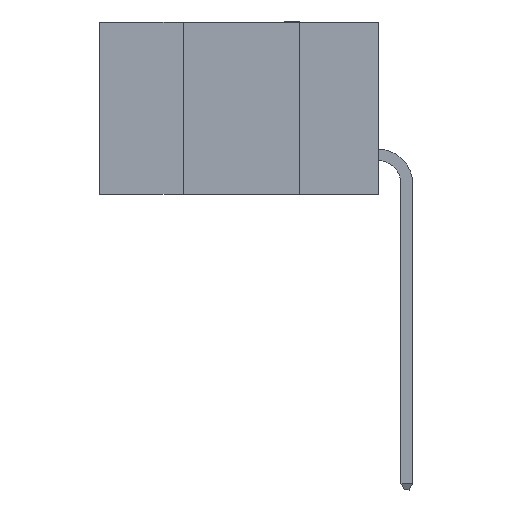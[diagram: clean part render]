
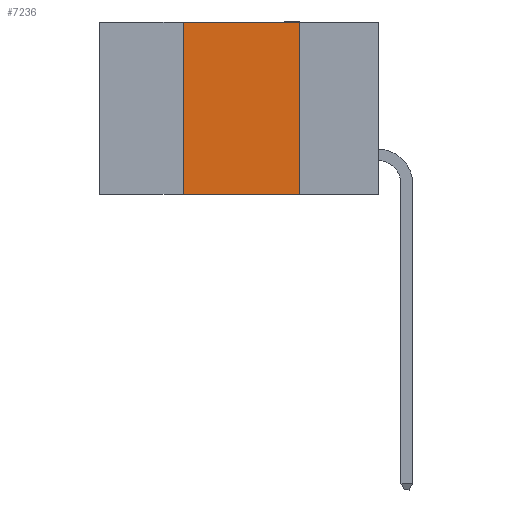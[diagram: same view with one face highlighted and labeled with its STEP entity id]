
A CAD part, left-side view. The second image highlights one B-rep face of the part: STEP entity #7236.
In plain terms, the highlighted planar face has unit normal (-1, 0, 0).
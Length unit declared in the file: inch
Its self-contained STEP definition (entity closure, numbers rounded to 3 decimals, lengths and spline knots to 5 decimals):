
#721 = ORIENTED_EDGE ( 'NONE', *, *, #6026, .F. ) ;
#1438 = LINE ( 'NONE', #14213, #14326 ) ;
#1571 = DIRECTION ( 'NONE',  ( 0., -1., 0. ) ) ;
#1989 = VECTOR ( 'NONE', #1571, 39.37008 ) ;
#2878 = LINE ( 'NONE', #7572, #6733 ) ;
#3297 = LINE ( 'NONE', #3918, #12859 ) ;
#3765 = CARTESIAN_POINT ( 'NONE',  ( 0., 0.6, 0. ) ) ;
#3918 = CARTESIAN_POINT ( 'NONE',  ( 0., 0.17, 0. ) ) ;
#3936 = DIRECTION ( 'NONE',  ( 1., 0., 0. ) ) ;
#4701 = VERTEX_POINT ( 'NONE', #14080 ) ;
#5602 = CARTESIAN_POINT ( 'NONE',  ( 0., 0.17, 0. ) ) ;
#5675 = ORIENTED_EDGE ( 'NONE', *, *, #9427, .F. ) ;
#5881 = LINE ( 'NONE', #11681, #1989 ) ;
#6026 = EDGE_CURVE ( 'NONE', #14663, #4701, #3297, .T. ) ;
#6211 = DIRECTION ( 'NONE',  ( 0., 0., -1. ) ) ;
#6733 = VECTOR ( 'NONE', #7626, 39.37008 ) ;
#6983 = EDGE_LOOP ( 'NONE', ( #721, #15660, #5675, #8252 ) ) ;
#7236 = ADVANCED_FACE ( 'NONE', ( #10787 ), #9290, .F. ) ;
#7572 = CARTESIAN_POINT ( 'NONE',  ( 0., 0.6, -0.37 ) ) ;
#7626 = DIRECTION ( 'NONE',  ( 0., -1., 0. ) ) ;
#8252 = ORIENTED_EDGE ( 'NONE', *, *, #11028, .T. ) ;
#9290 = PLANE ( 'NONE',  #11889 ) ;
#9427 = EDGE_CURVE ( 'NONE', #12553, #12282, #1438, .T. ) ;
#10787 = FACE_OUTER_BOUND ( 'NONE', #6983, .T. ) ;
#11028 = EDGE_CURVE ( 'NONE', #12553, #4701, #2878, .T. ) ;
#11681 = CARTESIAN_POINT ( 'NONE',  ( 0., 0.6, 0. ) ) ;
#11889 = AXIS2_PLACEMENT_3D ( 'NONE', #3765, #3936, #6211 ) ;
#12275 = EDGE_CURVE ( 'NONE', #12282, #14663, #5881, .T. ) ;
#12282 = VERTEX_POINT ( 'NONE', #12924 ) ;
#12295 = CARTESIAN_POINT ( 'NONE',  ( 0., 0.42, -0.37 ) ) ;
#12553 = VERTEX_POINT ( 'NONE', #12295 ) ;
#12859 = VECTOR ( 'NONE', #14816, 39.37008 ) ;
#12924 = CARTESIAN_POINT ( 'NONE',  ( 0., 0.42, 0. ) ) ;
#14080 = CARTESIAN_POINT ( 'NONE',  ( 0., 0.17, -0.37 ) ) ;
#14213 = CARTESIAN_POINT ( 'NONE',  ( 0., 0.42, 0. ) ) ;
#14326 = VECTOR ( 'NONE', #14987, 39.37008 ) ;
#14663 = VERTEX_POINT ( 'NONE', #5602 ) ;
#14816 = DIRECTION ( 'NONE',  ( 0., 0., -1. ) ) ;
#14987 = DIRECTION ( 'NONE',  ( 0., 0., 1. ) ) ;
#15660 = ORIENTED_EDGE ( 'NONE', *, *, #12275, .F. ) ;
